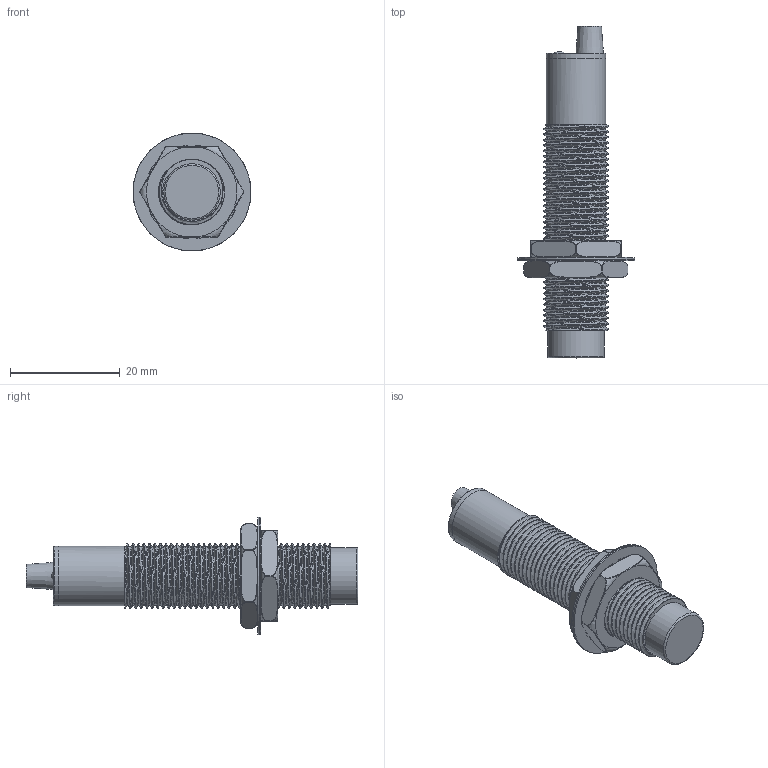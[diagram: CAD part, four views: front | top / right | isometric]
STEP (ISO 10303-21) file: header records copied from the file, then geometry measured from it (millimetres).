
FILE_DESCRIPTION(/* description */ (''),/* implementation_level */ '2;1');
FILE_NAME(/* name */ 'Assembly v3.step',/* time_stamp */ '2023-11-18T11:55:57+07:00',/* author */ (''),/* organization */ (''),/* preprocessor_version */ 'ST-DEVELOPER v20',/* originating_system */ 'Autodesk Translation Framework v12.14.0.127',/* authorisation */ '');
FILE_SCHEMA (('AUTOMOTIVE_DESIGN { 1 0 10303 214 3 1 1 }'));
Length unit declared in the file: millimetre
Products named in the file (4): Assembly; Inductive Proximity Sensor LJ12A3-4-Z/BX; Inductive_Proximity_Washer; Inductive_Proximity_Nut_Fastener
Assembly tree (5 placements, depth 2):
  Assembly
    Inductive Proximity Sensor LJ12A3-4-Z/BX
    Inductive_Proximity_Washer  x2
    Inductive_Proximity_Nut_Fastener  x2
Bounding box: 21.5 x 60.5 x 21.5 mm (x, y, z)
Volume: 6356.3 mm3; surface area: 5422.9 mm2
Topology: 8 solids, 8 shells, 471 faces, 1240 edges, 786 vertices
Faces by surface type: bspline 199, cylinder 154, plane 91, torus 26, cone 1
Full cylindrical faces by diameter (mm): 10.3 x1, 10.741 x36, 10.8 x2, 11.035 x4, 11.884 x37, 12.152 x4, 21.5 x2
Entity records: 23609 total; most frequent: CARTESIAN_POINT 17334, ORIENTED_EDGE 1502, DIRECTION 922, EDGE_CURVE 751, VERTEX_POINT 480, B_SPLINE_CURVE_WITH_KNOTS 372, AXIS2_PLACEMENT_3D 350, EDGE_LOOP 289
